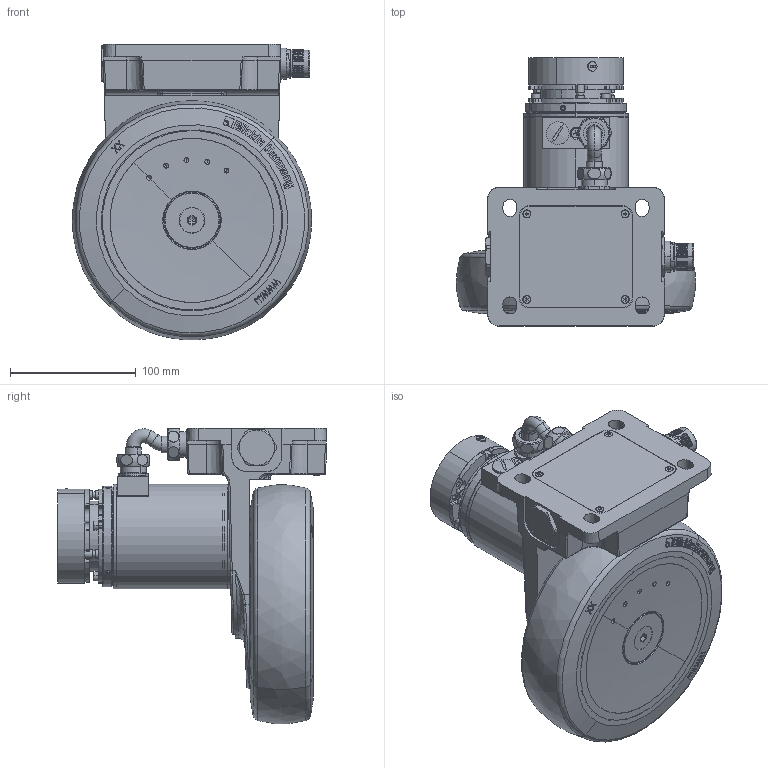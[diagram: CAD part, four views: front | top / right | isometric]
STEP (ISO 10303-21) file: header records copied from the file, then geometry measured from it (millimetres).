
FILE_DESCRIPTION((''),'2;1');
FILE_NAME('931990_SW0003','2019-01-31T',('hoenad'),(''),'PRO/ENGINEER BY PARAMETRIC TECHNOLOGY CORPORATION, 2016010','PRO/ENGINEER BY PARAMETRIC TECHNOLOGY CORPORATION, 2016010','');
FILE_SCHEMA(('CONFIG_CONTROL_DESIGN'));
Products named in the file (1): 931990_SW0003
Bounding box: 190 x 213.67 x 235 mm (x, y, z)
Surface area: 308736.6 mm2 (no closed solid volume)
Topology: 0 solids, 103 shells, 2570 faces, 9187 edges, 6573 vertices
Faces by surface type: plane 936, cylinder 844, cone 364, bspline 247, torus 110, extrusion 53, sphere 16
Entity records: 115682 total; most frequent: CARTESIAN_POINT 41923, ORIENTED_EDGE 14923, DIRECTION 14055, EDGE_CURVE 9087, VERTEX_POINT 6573, AXIS2_PLACEMENT_3D 4981, VECTOR 4093, LINE 4040
